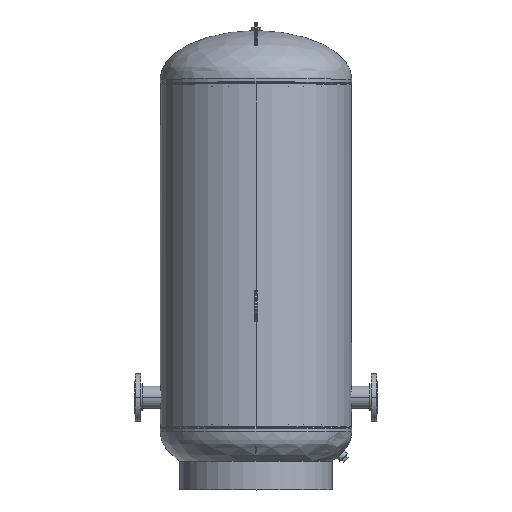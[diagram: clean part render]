
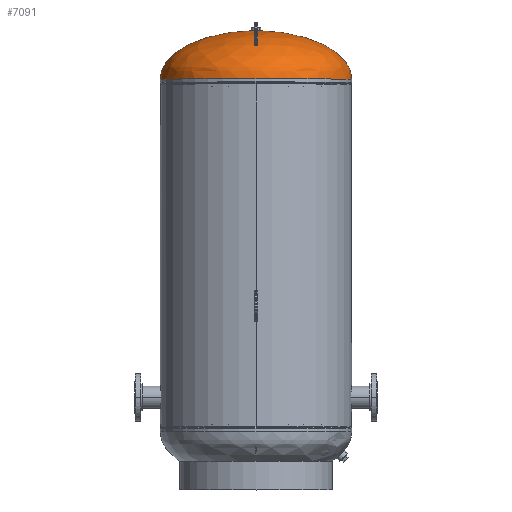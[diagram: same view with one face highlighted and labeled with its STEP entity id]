
A CAD part, top view. The second image highlights one B-rep face of the part: STEP entity #7091.
In plain terms, the highlighted free-form (B-spline) face has degree [3, 3] with [4, 4] control points.
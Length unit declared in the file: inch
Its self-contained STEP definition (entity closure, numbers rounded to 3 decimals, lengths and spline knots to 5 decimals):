
#622 = CARTESIAN_POINT ( 'NONE',  ( 0.625, 8.36841, 1.25 ) ) ;
#737 = CARTESIAN_POINT ( 'NONE',  ( 15., 5.08686, 30. ) ) ;
#863 = CARTESIAN_POINT ( 'NONE',  ( 15., 0.788, 0. ) ) ;
#1597 = ORIENTED_EDGE ( 'NONE', *, *, #6229, .F. ) ;
#1922 = DIRECTION ( 'NONE',  ( 0., 1., 0. ) ) ;
#2106 = ORIENTED_EDGE ( 'NONE', *, *, #7781, .T. ) ;
#2392 = CARTESIAN_POINT ( 'NONE',  ( 9.11675, 8.18929, 0. ) ) ;
#2827 = CARTESIAN_POINT ( 'NONE',  ( 15., 0.788, 0. ) ) ;
#3184 = CIRCLE ( 'NONE', #10422, 0.625 ) ;
#3216 =( BOUNDED_SURFACE ( )  B_SPLINE_SURFACE ( 3, 3, ( 
 ( #5289, #11720, #622, #11600 ),
 ( #8034, #9706, #5168, #3508 ),
 ( #8808, #8870, #737, #10655 ),
 ( #4337, #3381, #9892, #863 ) ),
 .UNSPECIFIED., .F., .F., .F. ) 
 B_SPLINE_SURFACE_WITH_KNOTS ( ( 4, 4 ),
 ( 4, 4 ),
 ( 0., 1. ),
 ( 0., 1. ),
 .UNSPECIFIED. ) 
 GEOMETRIC_REPRESENTATION_ITEM ( )  RATIONAL_B_SPLINE_SURFACE ( (
 ( 1., 0.333, 0.333, 1.),
 ( 0.814, 0.271, 0.271, 0.814),
 ( 0.814, 0.271, 0.271, 0.814),
 ( 1., 0.333, 0.333, 1.) ) ) 
 REPRESENTATION_ITEM ( '' )  SURFACE ( )  );
#3381 = CARTESIAN_POINT ( 'NONE',  ( -15., 0.788, 30. ) ) ;
#3508 = CARTESIAN_POINT ( 'NONE',  ( 9.11675, 8.18929, 0. ) ) ;
#3617 = EDGE_CURVE ( 'NONE', #8002, #6470, #11005, .T. ) ;
#3787 = ORIENTED_EDGE ( 'NONE', *, *, #8401, .T. ) ;
#3827 = CARTESIAN_POINT ( 'NONE',  ( 0., 0.788, 0. ) ) ;
#3975 = CARTESIAN_POINT ( 'NONE',  ( -0.625, 8.36841, 0. ) ) ;
#3980 = EDGE_CURVE ( 'NONE', #5336, #8002, #3184, .T. ) ;
#4337 = CARTESIAN_POINT ( 'NONE',  ( -15., 0.788, 0. ) ) ;
#4384 = ORIENTED_EDGE ( 'NONE', *, *, #3980, .T. ) ;
#4395 = FACE_OUTER_BOUND ( 'NONE', #10243, .T. ) ;
#4915 = VERTEX_POINT ( 'NONE', #6618 ) ;
#5165 = AXIS2_PLACEMENT_3D ( 'NONE', #3827, #1922, #10039 ) ;
#5168 = CARTESIAN_POINT ( 'NONE',  ( 9.11675, 8.18929, 18.23349 ) ) ;
#5203 = CARTESIAN_POINT ( 'NONE',  ( 15., 0.788, 0. ) ) ;
#5289 = CARTESIAN_POINT ( 'NONE',  ( -0.625, 8.36841, 0. ) ) ;
#5336 = VERTEX_POINT ( 'NONE', #8118 ) ;
#5426 = ORIENTED_EDGE ( 'NONE', *, *, #3617, .T. ) ;
#6018 = CARTESIAN_POINT ( 'NONE',  ( 15., 5.08686, 0. ) ) ;
#6229 = EDGE_CURVE ( 'NONE', #5336, #9543, #11424, .T. ) ;
#6470 = VERTEX_POINT ( 'NONE', #6786 ) ;
#6618 = CARTESIAN_POINT ( 'NONE',  ( -15., 0.788, 0. ) ) ;
#6738 = CARTESIAN_POINT ( 'NONE',  ( 0., 8.36841, 0.625 ) ) ;
#6786 = CARTESIAN_POINT ( 'NONE',  ( -0.625, 8.36841, 0. ) ) ;
#7091 = ADVANCED_FACE ( 'NONE', ( #4395 ), #3216, .T. ) ;
#7187 = AXIS2_PLACEMENT_3D ( 'NONE', #9540, #11432, #7741 ) ;
#7607 = CARTESIAN_POINT ( 'NONE',  ( -15., 0.788, 0. ) ) ;
#7741 = DIRECTION ( 'NONE',  ( -1., 0., 0. ) ) ;
#7781 = EDGE_CURVE ( 'NONE', #4915, #9543, #10317, .T. ) ;
#8002 = VERTEX_POINT ( 'NONE', #6738 ) ;
#8034 = CARTESIAN_POINT ( 'NONE',  ( -9.11675, 8.18929, 0. ) ) ;
#8118 = CARTESIAN_POINT ( 'NONE',  ( 0.625, 8.36841, 0. ) ) ;
#8401 = EDGE_CURVE ( 'NONE', #6470, #4915, #9399, .T. ) ;
#8808 = CARTESIAN_POINT ( 'NONE',  ( -15., 5.08686, 0. ) ) ;
#8870 = CARTESIAN_POINT ( 'NONE',  ( -15., 5.08686, 30. ) ) ;
#9098 = CARTESIAN_POINT ( 'NONE',  ( 0., 8.36841, 0. ) ) ;
#9351 = CARTESIAN_POINT ( 'NONE',  ( -15., 5.08686, 0. ) ) ;
#9399 =( BOUNDED_CURVE ( )  B_SPLINE_CURVE ( 3, ( #3975, #11199, #9351, #7607 ),
 .UNSPECIFIED., .F., .F. ) 
 B_SPLINE_CURVE_WITH_KNOTS ( ( 4, 4 ),
 ( 4.75407, 6.28319 ),
 .UNSPECIFIED. ) 
 CURVE ( )  GEOMETRIC_REPRESENTATION_ITEM ( )  RATIONAL_B_SPLINE_CURVE ( ( 1., 0.814, 0.814, 1. ) ) 
 REPRESENTATION_ITEM ( '' )  );
#9540 = CARTESIAN_POINT ( 'NONE',  ( 0., 8.36841, 0. ) ) ;
#9543 = VERTEX_POINT ( 'NONE', #2827 ) ;
#9706 = CARTESIAN_POINT ( 'NONE',  ( -9.11675, 8.18929, 18.23349 ) ) ;
#9892 = CARTESIAN_POINT ( 'NONE',  ( 15., 0.788, 30. ) ) ;
#10039 = DIRECTION ( 'NONE',  ( -1., 0., 0. ) ) ;
#10048 = DIRECTION ( 'NONE',  ( -1., 0., 0. ) ) ;
#10243 = EDGE_LOOP ( 'NONE', ( #5426, #3787, #2106, #1597, #4384 ) ) ;
#10317 = CIRCLE ( 'NONE', #5165, 15. ) ;
#10422 = AXIS2_PLACEMENT_3D ( 'NONE', #9098, #11539, #10048 ) ;
#10655 = CARTESIAN_POINT ( 'NONE',  ( 15., 5.08686, 0. ) ) ;
#11005 = CIRCLE ( 'NONE', #7187, 0.625 ) ;
#11199 = CARTESIAN_POINT ( 'NONE',  ( -9.11675, 8.18929, 0. ) ) ;
#11424 =( BOUNDED_CURVE ( )  B_SPLINE_CURVE ( 3, ( #11515, #2392, #6018, #5203 ),
 .UNSPECIFIED., .F., .F. ) 
 B_SPLINE_CURVE_WITH_KNOTS ( ( 4, 4 ),
 ( 4.75407, 6.28319 ),
 .UNSPECIFIED. ) 
 CURVE ( )  GEOMETRIC_REPRESENTATION_ITEM ( )  RATIONAL_B_SPLINE_CURVE ( ( 1., 0.814, 0.814, 1. ) ) 
 REPRESENTATION_ITEM ( '' )  );
#11432 = DIRECTION ( 'NONE',  ( 0., -1., 0. ) ) ;
#11515 = CARTESIAN_POINT ( 'NONE',  ( 0.625, 8.36841, 0. ) ) ;
#11539 = DIRECTION ( 'NONE',  ( 0., -1., 0. ) ) ;
#11600 = CARTESIAN_POINT ( 'NONE',  ( 0.625, 8.36841, 0. ) ) ;
#11720 = CARTESIAN_POINT ( 'NONE',  ( -0.625, 8.36841, 1.25 ) ) ;
